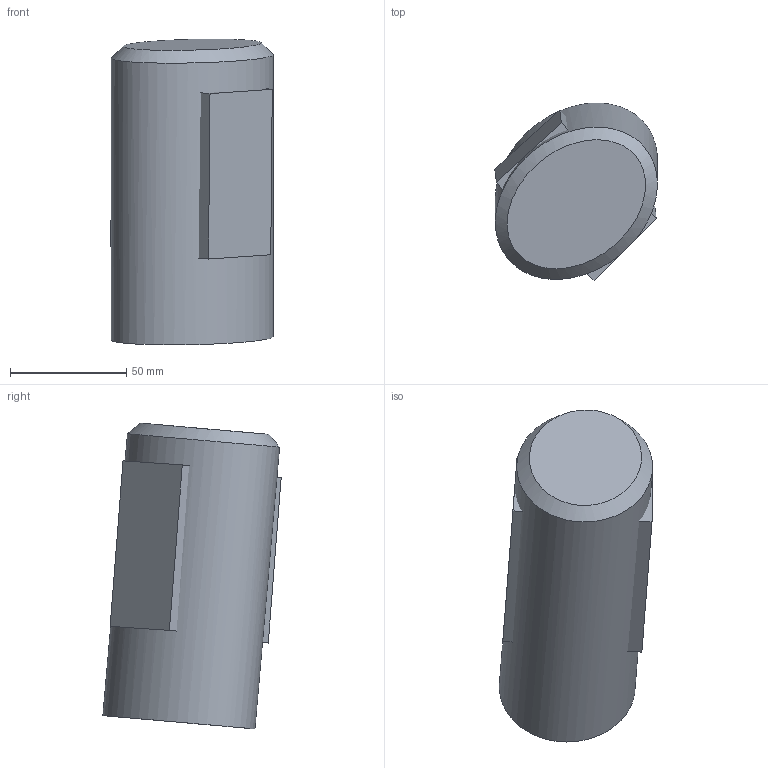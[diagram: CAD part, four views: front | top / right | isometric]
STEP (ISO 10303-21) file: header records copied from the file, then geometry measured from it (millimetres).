
FILE_DESCRIPTION(/* description */ ('STEP AP242','CAx-IF Rec.Pracs.---Representation and Presentation of Product Manufacturing Information (PMI)---4.0---2014-10-13','CAx-IF Rec.Pracs.---3D Tessellated Geometry---0.4---2014-09-14','2;1'),/* implementation_level */ '2;1');
FILE_NAME(/* name */ '681d4bcdddbfac3fdf6ff04d',/* time_stamp */ '2025-05-09T00:26:54Z',/* author */ (''),/* organization */ (''),/* preprocessor_version */ 'ST-DEVELOPER v20',/* originating_system */ 'ONSHAPE BY PTC INC, 1.197',/* authorisation */ ' ');
FILE_SCHEMA (('AP242_MANAGED_MODEL_BASED_3D_ENGINEERING_MIM_LF { 1 0 10303 442 1 1 4 }'));
Length unit declared in the file: metre
Products named in the file (3): Assembly 1; Part 3; Part 1
Assembly tree (3 placements, depth 2):
  Assembly 1
    Part 3  x2
    Part 1
Bounding box: 70.03 x 76.86 x 131.81 mm (x, y, z)
Volume: 129870.1 mm3; surface area: 72855.1 mm2
Topology: 3 solids, 3 shells, 19 faces, 37 edges, 25 vertices
Faces by surface type: plane 15, bspline 4
Entity records: 815 total; most frequent: CARTESIAN_POINT 529, DIRECTION 40, ORIENTED_EDGE 36, EDGE_CURVE 18, EDGE_LOOP 18, FACE_BOUND 18, VERTEX_POINT 14, AXIS2_PLACEMENT_3D 14
